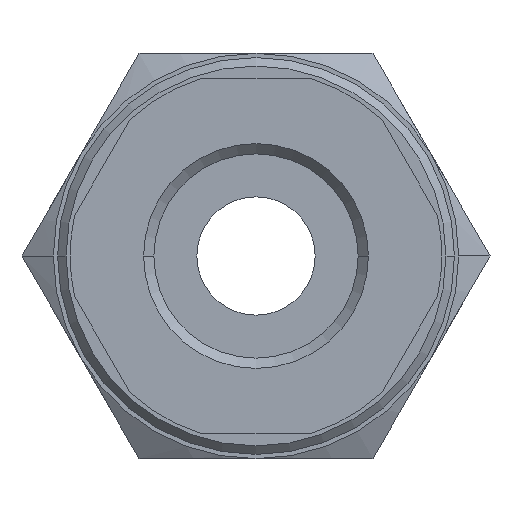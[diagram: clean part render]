
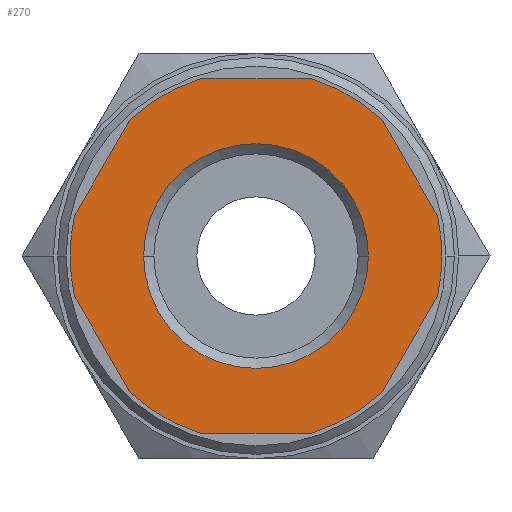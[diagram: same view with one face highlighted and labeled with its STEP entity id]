
A CAD part, front view. The second image highlights one B-rep face of the part: STEP entity #270.
In plain terms, the highlighted planar face has unit normal (0, -1, 0).
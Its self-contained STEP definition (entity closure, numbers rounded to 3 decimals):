
#270=ADVANCED_FACE('',(#547,#548),#549,.T.);
#547=FACE_BOUND('',#826,.T.);
#548=FACE_OUTER_BOUND('',#827,.T.);
#549=PLANE('',#828);
#826=EDGE_LOOP('',(#1498,#1499));
#827=EDGE_LOOP('',(#1500,#1501,#1502,#1503,#1504,#1505,#1506,#1507,#1508,#1509,#1510,#1511,#1512,#1513));
#828=AXIS2_PLACEMENT_3D('',#1514,#1515,#1516);
#1498=ORIENTED_EDGE('',*,*,#1794,.T.);
#1499=ORIENTED_EDGE('',*,*,#1784,.T.);
#1500=ORIENTED_EDGE('',*,*,#1773,.T.);
#1501=ORIENTED_EDGE('',*,*,#1817,.F.);
#1502=ORIENTED_EDGE('',*,*,#1836,.T.);
#1503=ORIENTED_EDGE('',*,*,#1856,.F.);
#1504=ORIENTED_EDGE('',*,*,#1689,.T.);
#1505=ORIENTED_EDGE('',*,*,#1849,.F.);
#1506=ORIENTED_EDGE('',*,*,#1635,.F.);
#1507=ORIENTED_EDGE('',*,*,#1642,.T.);
#1508=ORIENTED_EDGE('',*,*,#1605,.F.);
#1509=ORIENTED_EDGE('',*,*,#1762,.T.);
#1510=ORIENTED_EDGE('',*,*,#1846,.F.);
#1511=ORIENTED_EDGE('',*,*,#1777,.T.);
#1512=ORIENTED_EDGE('',*,*,#1807,.F.);
#1513=ORIENTED_EDGE('',*,*,#1710,.F.);
#1514=CARTESIAN_POINT('',(5.5,0.0,0.0));
#1515=DIRECTION('',(-0.0,-1.0,-0.0));
#1516=DIRECTION('',(-1.0,0.0,0.0));
#1605=EDGE_CURVE('',#1894,#1889,#1896,.T.);
#1635=EDGE_CURVE('',#1947,#1942,#1949,.T.);
#1642=EDGE_CURVE('',#1947,#1889,#1960,.T.);
#1689=EDGE_CURVE('',#2033,#2030,#2034,.T.);
#1710=EDGE_CURVE('',#2063,#2059,#2065,.T.);
#1762=EDGE_CURVE('',#1894,#2123,#2126,.T.);
#1773=EDGE_CURVE('',#2063,#2140,#2143,.T.);
#1777=EDGE_CURVE('',#2149,#2146,#2150,.T.);
#1784=EDGE_CURVE('',#2156,#2160,#2162,.T.);
#1794=EDGE_CURVE('',#2160,#2156,#2174,.T.);
#1807=EDGE_CURVE('',#2059,#2146,#2189,.T.);
#1817=EDGE_CURVE('',#2199,#2140,#2201,.T.);
#1836=EDGE_CURVE('',#2199,#2221,#2224,.T.);
#1846=EDGE_CURVE('',#2149,#2123,#2236,.T.);
#1849=EDGE_CURVE('',#1942,#2030,#2239,.T.);
#1856=EDGE_CURVE('',#2033,#2221,#2246,.T.);
#1889=VERTEX_POINT('',#2305);
#1894=VERTEX_POINT('',#2311);
#1896=CIRCLE('',#2314,11.0);
#1942=VERTEX_POINT('',#2422);
#1947=VERTEX_POINT('',#2428);
#1949=CIRCLE('',#2431,11.0);
#1960=LINE('',#2444,#2445);
#2030=VERTEX_POINT('',#2562);
#2033=VERTEX_POINT('',#2566);
#2034=LINE('',#2567,#2568);
#2059=VERTEX_POINT('',#2642);
#2063=VERTEX_POINT('',#2647);
#2065=CIRCLE('',#2650,11.0);
#2123=VERTEX_POINT('',#2794);
#2126=LINE('',#2798,#2799);
#2140=VERTEX_POINT('',#2816);
#2143=LINE('',#2820,#2821);
#2146=VERTEX_POINT('',#2825);
#2149=VERTEX_POINT('',#2829);
#2150=LINE('',#2830,#2831);
#2156=VERTEX_POINT('',#2839);
#2160=VERTEX_POINT('',#2844);
#2162=CIRCLE('',#2847,6.655);
#2174=CIRCLE('',#2861,6.655);
#2189=CIRCLE('',#2889,11.0);
#2199=VERTEX_POINT('',#2910);
#2201=CIRCLE('',#2913,11.0);
#2221=VERTEX_POINT('',#2950);
#2224=LINE('',#2954,#2955);
#2236=CIRCLE('',#2970,11.0);
#2239=CIRCLE('',#2973,11.0);
#2246=CIRCLE('',#2980,11.0);
#2305=CARTESIAN_POINT('',(7.454,0.0,8.089));
#2311=CARTESIAN_POINT('',(3.279,0.0,10.5));
#2314=AXIS2_PLACEMENT_3D('',#3016,#3017,#3018);
#2422=CARTESIAN_POINT('',(11.0,0.0,0.));
#2428=CARTESIAN_POINT('',(10.733,0.0,2.411));
#2431=AXIS2_PLACEMENT_3D('',#3055,#3056,#3057);
#2444=CARTESIAN_POINT('',(9.781,0.0,4.059));
#2445=VECTOR('',#3066,1.0);
#2562=CARTESIAN_POINT('',(10.733,0.0,-2.411));
#2566=CARTESIAN_POINT('',(7.454,0.0,-8.089));
#2567=CARTESIAN_POINT('',(9.781,0.0,-4.059));
#2568=VECTOR('',#3136,1.0);
#2642=CARTESIAN_POINT('',(-11.0,0.0,0.));
#2647=CARTESIAN_POINT('',(-10.733,0.0,-2.411));
#2650=AXIS2_PLACEMENT_3D('',#3159,#3160,#3161);
#2794=CARTESIAN_POINT('',(-3.279,0.0,10.5));
#2798=CARTESIAN_POINT('',(2.75,0.0,10.5));
#2799=VECTOR('',#3217,1.0);
#2816=CARTESIAN_POINT('',(-7.454,0.0,-8.089));
#2820=CARTESIAN_POINT('',(-8.406,0.0,-6.441));
#2821=VECTOR('',#3231,1.0);
#2825=CARTESIAN_POINT('',(-10.733,0.0,2.411));
#2829=CARTESIAN_POINT('',(-7.454,0.0,8.089));
#2830=CARTESIAN_POINT('',(-8.406,0.0,6.441));
#2831=VECTOR('',#3234,1.0);
#2839=CARTESIAN_POINT('',(6.655,0.0,0.));
#2844=CARTESIAN_POINT('',(-6.655,0.0,0.));
#2847=AXIS2_PLACEMENT_3D('',#3242,#3243,#3244);
#2861=AXIS2_PLACEMENT_3D('',#3259,#3260,#3261);
#2889=AXIS2_PLACEMENT_3D('',#3270,#3271,#3272);
#2910=CARTESIAN_POINT('',(-3.279,0.0,-10.5));
#2913=AXIS2_PLACEMENT_3D('',#3286,#3287,#3288);
#2950=CARTESIAN_POINT('',(3.279,0.0,-10.5));
#2954=CARTESIAN_POINT('',(2.75,0.0,-10.5));
#2955=VECTOR('',#3302,1.0);
#2970=AXIS2_PLACEMENT_3D('',#3315,#3316,#3317);
#2973=AXIS2_PLACEMENT_3D('',#3318,#3319,#3320);
#2980=AXIS2_PLACEMENT_3D('',#3324,#3325,#3326);
#3016=CARTESIAN_POINT('',(0.0,0.0,0.0));
#3017=DIRECTION('',(-0.0,1.0,0.0));
#3018=DIRECTION('',(1.0,0.0,0.0));
#3055=CARTESIAN_POINT('',(0.0,0.0,0.0));
#3056=DIRECTION('',(-0.0,1.0,0.0));
#3057=DIRECTION('',(1.0,0.0,0.0));
#3066=DIRECTION('',(-0.5,0.0,0.866));
#3136=DIRECTION('',(0.5,-0.0,0.866));
#3159=CARTESIAN_POINT('',(0.0,0.0,0.0));
#3160=DIRECTION('',(-0.0,1.0,0.0));
#3161=DIRECTION('',(1.0,0.0,0.0));
#3217=DIRECTION('',(-1.0,0.0,0.));
#3231=DIRECTION('',(0.5,0.0,-0.866));
#3234=DIRECTION('',(-0.5,0.0,-0.866));
#3242=CARTESIAN_POINT('',(0.0,0.0,0.0));
#3243=DIRECTION('',(-0.0,1.0,0.0));
#3244=DIRECTION('',(1.0,0.0,0.0));
#3259=CARTESIAN_POINT('',(0.0,0.0,0.0));
#3260=DIRECTION('',(-0.0,1.0,0.0));
#3261=DIRECTION('',(1.0,0.0,0.0));
#3270=CARTESIAN_POINT('',(0.0,0.0,0.0));
#3271=DIRECTION('',(-0.0,1.0,0.0));
#3272=DIRECTION('',(1.0,0.0,0.0));
#3286=CARTESIAN_POINT('',(0.0,0.0,0.0));
#3287=DIRECTION('',(-0.0,1.0,0.0));
#3288=DIRECTION('',(1.0,0.0,0.0));
#3302=DIRECTION('',(1.0,-0.0,0.0));
#3315=CARTESIAN_POINT('',(0.0,0.0,0.0));
#3316=DIRECTION('',(-0.0,1.0,0.0));
#3317=DIRECTION('',(1.0,0.0,0.0));
#3318=CARTESIAN_POINT('',(0.0,0.0,0.0));
#3319=DIRECTION('',(-0.0,1.0,0.0));
#3320=DIRECTION('',(1.0,0.0,0.0));
#3324=CARTESIAN_POINT('',(0.0,0.0,0.0));
#3325=DIRECTION('',(-0.0,1.0,0.0));
#3326=DIRECTION('',(1.0,0.0,0.0));
